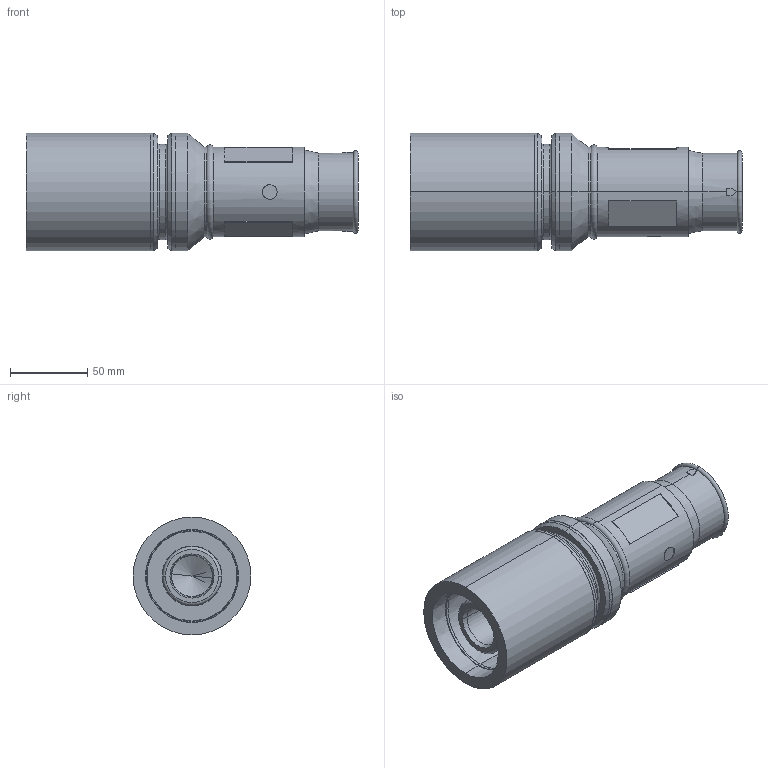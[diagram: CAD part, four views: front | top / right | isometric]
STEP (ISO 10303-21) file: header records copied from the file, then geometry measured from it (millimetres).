
FILE_DESCRIPTION (( 'STEP AP214' ), '1' );
FILE_NAME ('CATSTD-49F53-XXX.STEP', '2022-03-02T15:46:50', ( '' ), ( '' ), 'SwSTEP 2.0', 'SolidWorks 2020', '' );
FILE_SCHEMA (( 'AUTOMOTIVE_DESIGN' ));
Length unit declared in the file: inch
Products named in the file (1): CATSTD-49F53-XXX
Bounding box: 214.88 x 76.2 x 76.2 mm (x, y, z)
Volume: 464561.7 mm3; surface area: 103261.1 mm2
Topology: 1 solids, 1 shells, 161 faces, 350 edges, 206 vertices
Faces by surface type: plane 55, cylinder 50, cone 42, torus 14
Entity records: 5108 total; most frequent: DIRECTION 843, CARTESIAN_POINT 789, ORIENTED_EDGE 692, EDGE_CURVE 346, AXIS2_PLACEMENT_3D 342, VERTEX_POINT 206, EDGE_LOOP 180, CIRCLE 180
